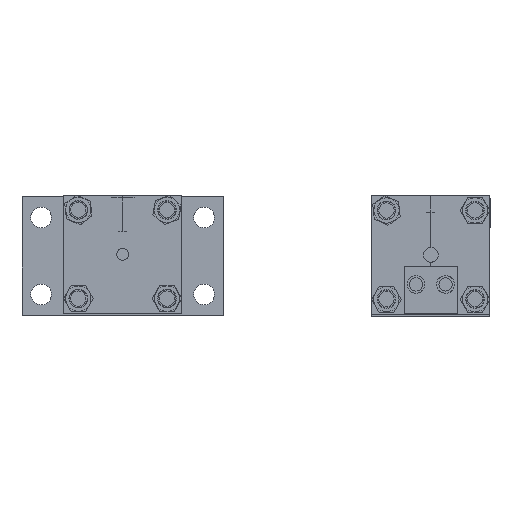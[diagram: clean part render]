
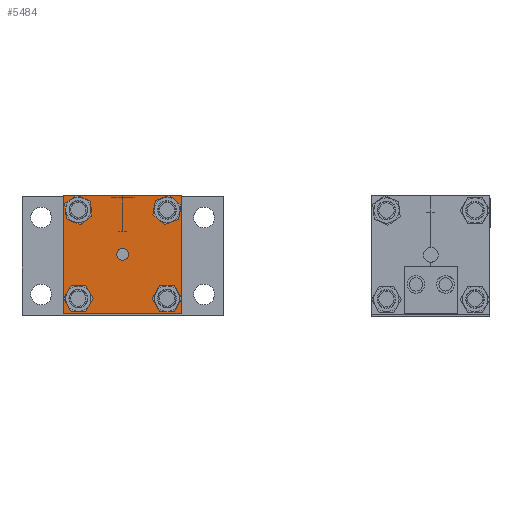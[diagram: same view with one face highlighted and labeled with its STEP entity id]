
A CAD part, top view. The second image highlights one B-rep face of the part: STEP entity #5484.
In plain terms, the highlighted planar face has unit normal (0, 0, 1).
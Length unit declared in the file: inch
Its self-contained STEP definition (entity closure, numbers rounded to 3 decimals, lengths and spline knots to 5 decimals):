
#111 = ORIENTED_EDGE ( 'NONE', *, *, #1102, .F. ) ;
#203 = VERTEX_POINT ( 'NONE', #3999 ) ;
#216 = DIRECTION ( 'NONE',  ( 0., 0., 1. ) ) ;
#259 = CARTESIAN_POINT ( 'NONE',  ( 4.96446, 9.26306, 0.5 ) ) ;
#300 = DIRECTION ( 'NONE',  ( 1., 0., 0. ) ) ;
#349 = EDGE_LOOP ( 'NONE', ( #1890, #111 ) ) ;
#580 = DIRECTION ( 'NONE',  ( 1., 0., 0. ) ) ;
#604 = CIRCLE ( 'NONE', #12184, 0.12655 ) ;
#691 = DIRECTION ( 'NONE',  ( 0., 0., 1. ) ) ;
#800 = EDGE_CURVE ( 'NONE', #3768, #7426, #12849, .T. ) ;
#1102 = EDGE_CURVE ( 'NONE', #2822, #203, #4357, .T. ) ;
#1170 = EDGE_CURVE ( 'NONE', #11934, #11470, #13002, .T. ) ;
#1190 = CARTESIAN_POINT ( 'NONE',  ( 4.96446, 9.26306, 0.5 ) ) ;
#1347 = EDGE_LOOP ( 'NONE', ( #6937, #8912 ) ) ;
#1375 = AXIS2_PLACEMENT_3D ( 'NONE', #1190, #8110, #3093 ) ;
#1400 = PLANE ( 'NONE',  #6129 ) ;
#1416 = FACE_BOUND ( 'NONE', #349, .T. ) ;
#1449 = CARTESIAN_POINT ( 'NONE',  ( 5.89946, 7.07806, 0.5 ) ) ;
#1473 = ORIENTED_EDGE ( 'NONE', *, *, #5739, .F. ) ;
#1495 = CARTESIAN_POINT ( 'NONE',  ( 4.64946, 7.07806, 0.5 ) ) ;
#1647 = DIRECTION ( 'NONE',  ( 0., 0., 1. ) ) ;
#1682 = DIRECTION ( 'NONE',  ( 1., 0., 0. ) ) ;
#1740 = DIRECTION ( 'NONE',  ( 1., 0., 0. ) ) ;
#1865 = VECTOR ( 'NONE', #6158, 39.37008 ) ;
#1890 = ORIENTED_EDGE ( 'NONE', *, *, #6985, .F. ) ;
#1927 = VERTEX_POINT ( 'NONE', #8408 ) ;
#1950 = EDGE_CURVE ( 'NONE', #10007, #3768, #6690, .T. ) ;
#2036 = FACE_OUTER_BOUND ( 'NONE', #8329, .T. ) ;
#2044 = CARTESIAN_POINT ( 'NONE',  ( 6.64646, 7.39306, 0.5 ) ) ;
#2180 = CIRCLE ( 'NONE', #12027, 0.188 ) ;
#2379 = DIRECTION ( 'NONE',  ( 0., -1., 0. ) ) ;
#2397 = VERTEX_POINT ( 'NONE', #6416 ) ;
#2399 = AXIS2_PLACEMENT_3D ( 'NONE', #10844, #1647, #1740 ) ;
#2414 = DIRECTION ( 'NONE',  ( 1., 0., 0. ) ) ;
#2421 = CARTESIAN_POINT ( 'NONE',  ( 4.64946, 5.57249, 0.5 ) ) ;
#2615 = DIRECTION ( 'NONE',  ( 1., 0., 0. ) ) ;
#2658 = EDGE_CURVE ( 'NONE', #2715, #7426, #7441, .T. ) ;
#2665 = DIRECTION ( 'NONE',  ( 0., 0., 1. ) ) ;
#2667 = CIRCLE ( 'NONE', #12200, 0.188 ) ;
#2715 = VERTEX_POINT ( 'NONE', #12539 ) ;
#2822 = VERTEX_POINT ( 'NONE', #6156 ) ;
#2829 = DIRECTION ( 'NONE',  ( 1., 0., 0. ) ) ;
#2891 = EDGE_CURVE ( 'NONE', #1927, #11915, #6814, .T. ) ;
#3093 = DIRECTION ( 'NONE',  ( 1., 0., 0. ) ) ;
#3232 = CARTESIAN_POINT ( 'NONE',  ( 4.77646, 9.26306, 0.5 ) ) ;
#3338 = ORIENTED_EDGE ( 'NONE', *, *, #10637, .F. ) ;
#3397 = EDGE_LOOP ( 'NONE', ( #1473, #10947 ) ) ;
#3443 = ORIENTED_EDGE ( 'NONE', *, *, #2658, .F. ) ;
#3463 = ORIENTED_EDGE ( 'NONE', *, *, #1170, .F. ) ;
#3510 = CARTESIAN_POINT ( 'NONE',  ( 4.96446, 7.39306, 0.5 ) ) ;
#3528 = CARTESIAN_POINT ( 'NONE',  ( 6.02601, 8.32806, 0.5 ) ) ;
#3612 = EDGE_LOOP ( 'NONE', ( #6713, #3338 ) ) ;
#3768 = VERTEX_POINT ( 'NONE', #1495 ) ;
#3771 = FACE_BOUND ( 'NONE', #3612, .T. ) ;
#3999 = CARTESIAN_POINT ( 'NONE',  ( 7.02246, 9.26306, 0.5 ) ) ;
#4142 = CARTESIAN_POINT ( 'NONE',  ( 5.89946, 9.57806, 0.5 ) ) ;
#4188 = CARTESIAN_POINT ( 'NONE',  ( 5.15246, 7.39306, 0.5 ) ) ;
#4246 = DIRECTION ( 'NONE',  ( 1., 0., 0. ) ) ;
#4357 = CIRCLE ( 'NONE', #8746, 0.188 ) ;
#4422 = DIRECTION ( 'NONE',  ( 0., 0., 1. ) ) ;
#4515 = CARTESIAN_POINT ( 'NONE',  ( 7.02246, 7.39306, 0.5 ) ) ;
#4714 = DIRECTION ( 'NONE',  ( 0., 0., 1. ) ) ;
#4789 = DIRECTION ( 'NONE',  ( 0., 0., 1. ) ) ;
#4941 = CARTESIAN_POINT ( 'NONE',  ( 5.89946, 8.32806, 0.5 ) ) ;
#5036 = DIRECTION ( 'NONE',  ( 0., 0., 1. ) ) ;
#5051 = VERTEX_POINT ( 'NONE', #3232 ) ;
#5099 = CARTESIAN_POINT ( 'NONE',  ( 7.14946, 7.07806, 0.5 ) ) ;
#5161 = EDGE_LOOP ( 'NONE', ( #8631, #3463 ) ) ;
#5413 = CARTESIAN_POINT ( 'NONE',  ( 6.83446, 9.26306, 0.5 ) ) ;
#5484 = ADVANCED_FACE ( 'NONE', ( #7368, #1416, #3771, #10025, #2036, #12419 ), #1400, .T. ) ;
#5532 = CIRCLE ( 'NONE', #6967, 0.188 ) ;
#5617 = CIRCLE ( 'NONE', #2399, 0.12655 ) ;
#5739 = EDGE_CURVE ( 'NONE', #2397, #10980, #604, .T. ) ;
#5899 = DIRECTION ( 'NONE',  ( 1., 0., 0. ) ) ;
#5912 = CARTESIAN_POINT ( 'NONE',  ( 5.15246, 9.26306, 0.5 ) ) ;
#6129 = AXIS2_PLACEMENT_3D ( 'NONE', #12470, #12559, #580 ) ;
#6156 = CARTESIAN_POINT ( 'NONE',  ( 6.64646, 9.26306, 0.5 ) ) ;
#6158 = DIRECTION ( 'NONE',  ( 1., 0., 0. ) ) ;
#6403 = VECTOR ( 'NONE', #8591, 39.37008 ) ;
#6416 = CARTESIAN_POINT ( 'NONE',  ( 5.77291, 8.32806, 0.5 ) ) ;
#6690 = LINE ( 'NONE', #2421, #11077 ) ;
#6713 = ORIENTED_EDGE ( 'NONE', *, *, #12120, .F. ) ;
#6814 = CIRCLE ( 'NONE', #8429, 0.188 ) ;
#6937 = ORIENTED_EDGE ( 'NONE', *, *, #8517, .F. ) ;
#6952 = EDGE_CURVE ( 'NONE', #10007, #2715, #9845, .T. ) ;
#6967 = AXIS2_PLACEMENT_3D ( 'NONE', #3510, #10511, #2414 ) ;
#6985 = EDGE_CURVE ( 'NONE', #203, #2822, #2667, .T. ) ;
#7160 = EDGE_CURVE ( 'NONE', #11470, #11934, #2180, .T. ) ;
#7368 = FACE_BOUND ( 'NONE', #5161, .T. ) ;
#7426 = VERTEX_POINT ( 'NONE', #5099 ) ;
#7441 = LINE ( 'NONE', #11071, #8231 ) ;
#7795 = DIRECTION ( 'NONE',  ( 1., 0., 0. ) ) ;
#8110 = DIRECTION ( 'NONE',  ( 0., 0., 1. ) ) ;
#8231 = VECTOR ( 'NONE', #12412, 39.37008 ) ;
#8329 = EDGE_LOOP ( 'NONE', ( #8546, #10580, #8873, #3443 ) ) ;
#8408 = CARTESIAN_POINT ( 'NONE',  ( 4.77646, 7.39306, 0.5 ) ) ;
#8429 = AXIS2_PLACEMENT_3D ( 'NONE', #10577, #691, #1682 ) ;
#8517 = EDGE_CURVE ( 'NONE', #11915, #1927, #5532, .T. ) ;
#8546 = ORIENTED_EDGE ( 'NONE', *, *, #6952, .F. ) ;
#8591 = DIRECTION ( 'NONE',  ( 1., 0., 0. ) ) ;
#8631 = ORIENTED_EDGE ( 'NONE', *, *, #7160, .F. ) ;
#8746 = AXIS2_PLACEMENT_3D ( 'NONE', #12829, #4714, #2829 ) ;
#8873 = ORIENTED_EDGE ( 'NONE', *, *, #800, .T. ) ;
#8912 = ORIENTED_EDGE ( 'NONE', *, *, #2891, .F. ) ;
#9067 = EDGE_CURVE ( 'NONE', #10980, #2397, #5617, .T. ) ;
#9845 = LINE ( 'NONE', #4142, #1865 ) ;
#10007 = VERTEX_POINT ( 'NONE', #11109 ) ;
#10025 = FACE_BOUND ( 'NONE', #1347, .T. ) ;
#10284 = CIRCLE ( 'NONE', #1375, 0.188 ) ;
#10411 = CIRCLE ( 'NONE', #12698, 0.188 ) ;
#10511 = DIRECTION ( 'NONE',  ( 0., 0., 1. ) ) ;
#10577 = CARTESIAN_POINT ( 'NONE',  ( 4.96446, 7.39306, 0.5 ) ) ;
#10580 = ORIENTED_EDGE ( 'NONE', *, *, #1950, .T. ) ;
#10626 = CARTESIAN_POINT ( 'NONE',  ( 6.83446, 7.39306, 0.5 ) ) ;
#10637 = EDGE_CURVE ( 'NONE', #5051, #11164, #10284, .T. ) ;
#10762 = AXIS2_PLACEMENT_3D ( 'NONE', #10784, #4789, #7795 ) ;
#10784 = CARTESIAN_POINT ( 'NONE',  ( 6.83446, 7.39306, 0.5 ) ) ;
#10844 = CARTESIAN_POINT ( 'NONE',  ( 5.89946, 8.32806, 0.5 ) ) ;
#10947 = ORIENTED_EDGE ( 'NONE', *, *, #9067, .F. ) ;
#10980 = VERTEX_POINT ( 'NONE', #3528 ) ;
#11071 = CARTESIAN_POINT ( 'NONE',  ( 7.14946, 5.57249, 0.5 ) ) ;
#11077 = VECTOR ( 'NONE', #2379, 39.37008 ) ;
#11109 = CARTESIAN_POINT ( 'NONE',  ( 4.64946, 9.57806, 0.5 ) ) ;
#11164 = VERTEX_POINT ( 'NONE', #5912 ) ;
#11470 = VERTEX_POINT ( 'NONE', #4515 ) ;
#11915 = VERTEX_POINT ( 'NONE', #4188 ) ;
#11934 = VERTEX_POINT ( 'NONE', #2044 ) ;
#12027 = AXIS2_PLACEMENT_3D ( 'NONE', #10626, #2665, #2615 ) ;
#12120 = EDGE_CURVE ( 'NONE', #11164, #5051, #10411, .T. ) ;
#12184 = AXIS2_PLACEMENT_3D ( 'NONE', #4941, #5036, #5899 ) ;
#12200 = AXIS2_PLACEMENT_3D ( 'NONE', #5413, #4422, #300 ) ;
#12412 = DIRECTION ( 'NONE',  ( 0., -1., 0. ) ) ;
#12419 = FACE_BOUND ( 'NONE', #3397, .T. ) ;
#12470 = CARTESIAN_POINT ( 'NONE',  ( 5.89946, 5.57249, 0.5 ) ) ;
#12539 = CARTESIAN_POINT ( 'NONE',  ( 7.14946, 9.57806, 0.5 ) ) ;
#12559 = DIRECTION ( 'NONE',  ( 0., 0., 1. ) ) ;
#12698 = AXIS2_PLACEMENT_3D ( 'NONE', #259, #216, #4246 ) ;
#12829 = CARTESIAN_POINT ( 'NONE',  ( 6.83446, 9.26306, 0.5 ) ) ;
#12849 = LINE ( 'NONE', #1449, #6403 ) ;
#13002 = CIRCLE ( 'NONE', #10762, 0.188 ) ;
